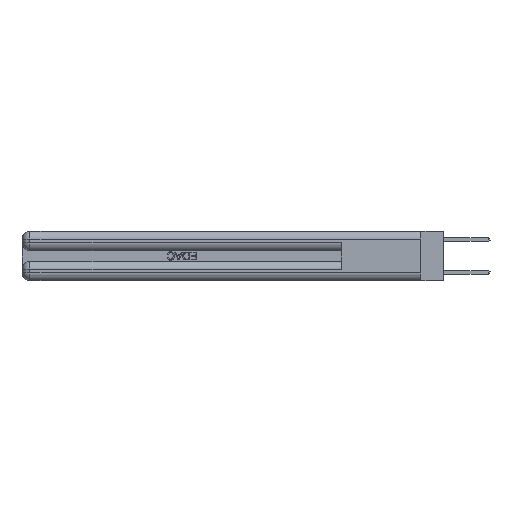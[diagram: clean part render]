
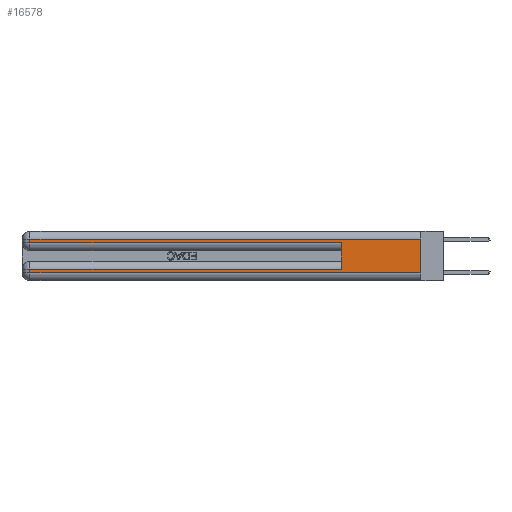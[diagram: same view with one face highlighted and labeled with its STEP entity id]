
A CAD part, left-side view. The second image highlights one B-rep face of the part: STEP entity #16578.
In plain terms, the highlighted planar face has unit normal (-1, 0, 0).
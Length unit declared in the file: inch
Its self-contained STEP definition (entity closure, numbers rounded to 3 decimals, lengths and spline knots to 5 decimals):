
#488 = CARTESIAN_POINT ( 'NONE',  ( 0., 0., 0.31 ) ) ;
#624 = VECTOR ( 'NONE', #14947, 39.37008 ) ;
#832 = DIRECTION ( 'NONE',  ( 0., -1., 0. ) ) ;
#2991 = ORIENTED_EDGE ( 'NONE', *, *, #14634, .T. ) ;
#3274 = CARTESIAN_POINT ( 'NONE',  ( 0., 2.94, 0.285 ) ) ;
#3545 = VERTEX_POINT ( 'NONE', #17187 ) ;
#4018 = EDGE_CURVE ( 'NONE', #13490, #22217, #25914, .T. ) ;
#4579 = EDGE_CURVE ( 'NONE', #23379, #9708, #28906, .T. ) ;
#4732 = FACE_OUTER_BOUND ( 'NONE', #18514, .T. ) ;
#4958 = ORIENTED_EDGE ( 'NONE', *, *, #4018, .T. ) ;
#5480 = LINE ( 'NONE', #8489, #17912 ) ;
#6114 = CARTESIAN_POINT ( 'NONE',  ( 0., 0., 0.31 ) ) ;
#6253 = ORIENTED_EDGE ( 'NONE', *, *, #4579, .T. ) ;
#7089 = DIRECTION ( 'NONE',  ( 0., 0., 1. ) ) ;
#8408 = VECTOR ( 'NONE', #832, 39.37008 ) ;
#8421 = VECTOR ( 'NONE', #27626, 39.37008 ) ;
#8489 = CARTESIAN_POINT ( 'NONE',  ( 0., 0., 0.06 ) ) ;
#8506 = CARTESIAN_POINT ( 'NONE',  ( 0., 0., 0.37 ) ) ;
#9404 = CARTESIAN_POINT ( 'NONE',  ( 0., 0.6, 0.085 ) ) ;
#9673 = VERTEX_POINT ( 'NONE', #16459 ) ;
#9708 = VERTEX_POINT ( 'NONE', #3274 ) ;
#10565 = CARTESIAN_POINT ( 'NONE',  ( 0., 0., 0.37 ) ) ;
#10856 = EDGE_CURVE ( 'NONE', #13490, #3545, #25846, .T. ) ;
#11784 = VECTOR ( 'NONE', #33075, 39.37008 ) ;
#12798 = VECTOR ( 'NONE', #7089, 39.37008 ) ;
#13490 = VERTEX_POINT ( 'NONE', #9404 ) ;
#13611 = DIRECTION ( 'NONE',  ( 0., 0., -1. ) ) ;
#13698 = EDGE_CURVE ( 'NONE', #14517, #23379, #27533, .T. ) ;
#14383 = CARTESIAN_POINT ( 'NONE',  ( 0., 0., 0.285 ) ) ;
#14517 = VERTEX_POINT ( 'NONE', #488 ) ;
#14634 = EDGE_CURVE ( 'NONE', #9708, #3545, #16896, .T. ) ;
#14816 = ORIENTED_EDGE ( 'NONE', *, *, #13698, .T. ) ;
#14947 = DIRECTION ( 'NONE',  ( 0., 0., -1. ) ) ;
#15034 = CARTESIAN_POINT ( 'NONE',  ( 0., 2.94, 0.37 ) ) ;
#15243 = VECTOR ( 'NONE', #34523, 39.37008 ) ;
#15930 = PLANE ( 'NONE',  #23241 ) ;
#16459 = CARTESIAN_POINT ( 'NONE',  ( 0., 0., 0.06 ) ) ;
#16578 = ADVANCED_FACE ( 'NONE', ( #4732 ), #15930, .F. ) ;
#16896 = LINE ( 'NONE', #14383, #8408 ) ;
#17187 = CARTESIAN_POINT ( 'NONE',  ( 0., 0.6, 0.285 ) ) ;
#17432 = CARTESIAN_POINT ( 'NONE',  ( 0., 2.94, 0.085 ) ) ;
#17912 = VECTOR ( 'NONE', #19365, 39.37008 ) ;
#18514 = EDGE_LOOP ( 'NONE', ( #26771, #14816, #6253, #2991, #34727, #4958, #22578, #25099 ) ) ;
#19365 = DIRECTION ( 'NONE',  ( 0., -1., 0. ) ) ;
#22217 = VERTEX_POINT ( 'NONE', #17432 ) ;
#22490 = DIRECTION ( 'NONE',  ( 0., 1., 0. ) ) ;
#22578 = ORIENTED_EDGE ( 'NONE', *, *, #29870, .T. ) ;
#23174 = CARTESIAN_POINT ( 'NONE',  ( 0., 2.94, 0.37 ) ) ;
#23241 = AXIS2_PLACEMENT_3D ( 'NONE', #10565, #29522, #13611 ) ;
#23379 = VERTEX_POINT ( 'NONE', #32838 ) ;
#23825 = VERTEX_POINT ( 'NONE', #30798 ) ;
#24586 = LINE ( 'NONE', #8506, #8421 ) ;
#25062 = EDGE_CURVE ( 'NONE', #23825, #9673, #5480, .T. ) ;
#25099 = ORIENTED_EDGE ( 'NONE', *, *, #25062, .T. ) ;
#25772 = LINE ( 'NONE', #15034, #15243 ) ;
#25846 = LINE ( 'NONE', #26558, #12798 ) ;
#25914 = LINE ( 'NONE', #28236, #34819 ) ;
#26558 = CARTESIAN_POINT ( 'NONE',  ( 0., 0.6, 0.145 ) ) ;
#26771 = ORIENTED_EDGE ( 'NONE', *, *, #31159, .F. ) ;
#27533 = LINE ( 'NONE', #6114, #11784 ) ;
#27626 = DIRECTION ( 'NONE',  ( 0., 0., -1. ) ) ;
#28236 = CARTESIAN_POINT ( 'NONE',  ( 0., 0., 0.085 ) ) ;
#28906 = LINE ( 'NONE', #23174, #624 ) ;
#29522 = DIRECTION ( 'NONE',  ( 1., 0., 0. ) ) ;
#29870 = EDGE_CURVE ( 'NONE', #22217, #23825, #25772, .T. ) ;
#30798 = CARTESIAN_POINT ( 'NONE',  ( 0., 2.94, 0.06 ) ) ;
#31159 = EDGE_CURVE ( 'NONE', #14517, #9673, #24586, .T. ) ;
#32838 = CARTESIAN_POINT ( 'NONE',  ( 0., 2.94, 0.31 ) ) ;
#33075 = DIRECTION ( 'NONE',  ( 0., 1., 0. ) ) ;
#34523 = DIRECTION ( 'NONE',  ( 0., 0., -1. ) ) ;
#34727 = ORIENTED_EDGE ( 'NONE', *, *, #10856, .F. ) ;
#34819 = VECTOR ( 'NONE', #22490, 39.37008 ) ;
